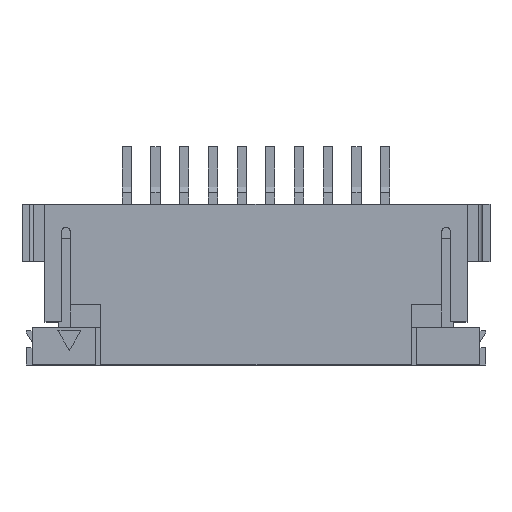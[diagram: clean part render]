
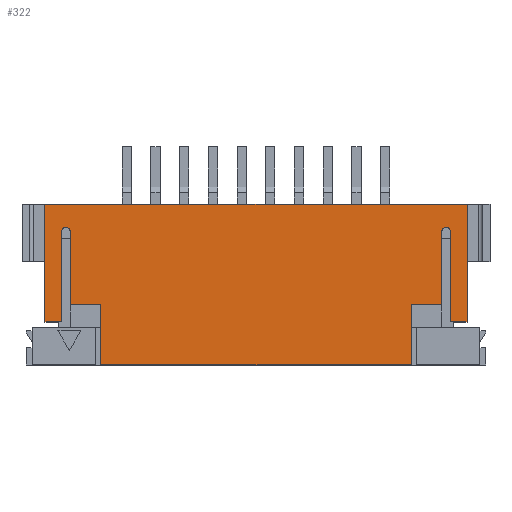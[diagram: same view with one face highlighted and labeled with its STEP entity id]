
A CAD part, top view. The second image highlights one B-rep face of the part: STEP entity #322.
In plain terms, the highlighted planar face has unit normal (0, 0, 1).
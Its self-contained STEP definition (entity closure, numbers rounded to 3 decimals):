
#107=CIRCLE('',#8296,0.15);
#109=CIRCLE('',#8301,0.15);
#322=ADVANCED_FACE('',(#1050),#696,.T.);
#696=PLANE('',#8304);
#1050=FACE_OUTER_BOUND('',#1450,.T.);
#1450=EDGE_LOOP('',(#2609,#2610,#2611,#2612,#2613,#2614,#2615,#2616,#2617,
#2618,#2619,#2620,#2621,#2622,#2623,#2624));
#2609=ORIENTED_EDGE('',*,*,#5397,.F.);
#2610=ORIENTED_EDGE('',*,*,#5398,.F.);
#2611=ORIENTED_EDGE('',*,*,#5253,.F.);
#2612=ORIENTED_EDGE('',*,*,#5389,.F.);
#2613=ORIENTED_EDGE('',*,*,#5399,.F.);
#2614=ORIENTED_EDGE('',*,*,#5400,.F.);
#2615=ORIENTED_EDGE('',*,*,#5393,.F.);
#2616=ORIENTED_EDGE('',*,*,#5321,.T.);
#2617=ORIENTED_EDGE('',*,*,#5332,.T.);
#2618=ORIENTED_EDGE('',*,*,#5342,.F.);
#2619=ORIENTED_EDGE('',*,*,#5401,.F.);
#2620=ORIENTED_EDGE('',*,*,#5378,.F.);
#2621=ORIENTED_EDGE('',*,*,#5402,.F.);
#2622=ORIENTED_EDGE('',*,*,#5403,.F.);
#2623=ORIENTED_EDGE('',*,*,#5404,.T.);
#2624=ORIENTED_EDGE('',*,*,#5405,.F.);
#4364=VERTEX_POINT('',#11501);
#4365=VERTEX_POINT('',#11503);
#4427=VERTEX_POINT('',#11637);
#4428=VERTEX_POINT('',#11639);
#4436=VERTEX_POINT('',#11658);
#4443=VERTEX_POINT('',#11676);
#4470=VERTEX_POINT('',#11745);
#4471=VERTEX_POINT('',#11747);
#4476=VERTEX_POINT('',#11765);
#4479=VERTEX_POINT('',#11774);
#4482=VERTEX_POINT('',#11782);
#4483=VERTEX_POINT('',#11783);
#4484=VERTEX_POINT('',#11786);
#4485=VERTEX_POINT('',#11790);
#4486=VERTEX_POINT('',#11792);
#4487=VERTEX_POINT('',#11794);
#5253=EDGE_CURVE('',#4364,#4365,#6394,.T.);
#5321=EDGE_CURVE('',#4428,#4427,#6461,.T.);
#5332=EDGE_CURVE('',#4427,#4436,#6472,.T.);
#5342=EDGE_CURVE('',#4443,#4436,#6482,.T.);
#5378=EDGE_CURVE('',#4470,#4471,#107,.T.);
#5389=EDGE_CURVE('',#4476,#4364,#109,.T.);
#5393=EDGE_CURVE('',#4428,#4479,#6528,.T.);
#5397=EDGE_CURVE('',#4482,#4483,#6532,.T.);
#5398=EDGE_CURVE('',#4365,#4482,#6533,.T.);
#5399=EDGE_CURVE('',#4484,#4476,#6534,.T.);
#5400=EDGE_CURVE('',#4479,#4484,#6535,.T.);
#5401=EDGE_CURVE('',#4471,#4443,#6536,.T.);
#5402=EDGE_CURVE('',#4485,#4470,#6537,.T.);
#5403=EDGE_CURVE('',#4486,#4485,#6538,.T.);
#5404=EDGE_CURVE('',#4486,#4487,#6539,.T.);
#5405=EDGE_CURVE('',#4483,#4487,#6540,.T.);
#6394=LINE('',#11502,#7469);
#6461=LINE('',#11638,#7536);
#6472=LINE('',#11659,#7547);
#6482=LINE('',#11677,#7557);
#6528=LINE('',#11773,#7603);
#6532=LINE('',#11781,#7607);
#6533=LINE('',#11784,#7608);
#6534=LINE('',#11785,#7609);
#6535=LINE('',#11787,#7610);
#6536=LINE('',#11788,#7611);
#6537=LINE('',#11789,#7612);
#6538=LINE('',#11791,#7613);
#6539=LINE('',#11793,#7614);
#6540=LINE('',#11795,#7615);
#7469=VECTOR('',#9291,1.);
#7536=VECTOR('',#9370,1.);
#7547=VECTOR('',#9383,1.);
#7557=VECTOR('',#9395,1.);
#7603=VECTOR('',#9471,1.);
#7607=VECTOR('',#9477,1.);
#7608=VECTOR('',#9478,1.);
#7609=VECTOR('',#9479,1.);
#7610=VECTOR('',#9480,1.);
#7611=VECTOR('',#9481,1.);
#7612=VECTOR('',#9482,1.);
#7613=VECTOR('',#9483,1.);
#7614=VECTOR('',#9484,1.);
#7615=VECTOR('',#9485,1.);
#8296=AXIS2_PLACEMENT_3D('',#11746,#9445,#9446);
#8301=AXIS2_PLACEMENT_3D('',#11766,#9464,#9465);
#8304=AXIS2_PLACEMENT_3D('',#11796,#9486,#9487);
#9291=DIRECTION('',(0.,-1.,0.));
#9370=DIRECTION('',(-1.,0.,0.));
#9383=DIRECTION('',(0.,-1.,0.));
#9395=DIRECTION('',(-1.,0.,0.));
#9445=DIRECTION('',(0.,0.,1.));
#9446=DIRECTION('',(-1.,0.,0.));
#9464=DIRECTION('',(0.,0.,1.));
#9465=DIRECTION('',(1.,0.,0.));
#9471=DIRECTION('',(0.,-1.,0.));
#9477=DIRECTION('',(0.,-1.,0.));
#9478=DIRECTION('',(-1.,0.,0.));
#9479=DIRECTION('',(0.,1.,0.));
#9480=DIRECTION('',(-1.,0.,0.));
#9481=DIRECTION('',(0.,-1.,0.));
#9482=DIRECTION('',(0.,1.,0.));
#9483=DIRECTION('',(-1.,0.,0.));
#9484=DIRECTION('',(0.,-1.,0.));
#9485=DIRECTION('',(-1.,0.,0.));
#9486=DIRECTION('',(0.,0.,1.));
#9487=DIRECTION('',(1.,0.,0.));
#11501=CARTESIAN_POINT('',(6.475,3.35,2.7));
#11502=CARTESIAN_POINT('',(6.475,3.35,2.7));
#11503=CARTESIAN_POINT('',(6.475,0.8,2.7));
#11637=CARTESIAN_POINT('',(-7.35,4.3,2.7));
#11638=CARTESIAN_POINT('',(7.35,4.3,2.7));
#11639=CARTESIAN_POINT('',(7.35,4.3,2.7));
#11658=CARTESIAN_POINT('',(-7.35,0.2,2.7));
#11659=CARTESIAN_POINT('',(-7.35,4.3,2.7));
#11676=CARTESIAN_POINT('',(-6.775,0.2,2.7));
#11677=CARTESIAN_POINT('',(-6.775,0.2,2.7));
#11745=CARTESIAN_POINT('',(-6.475,3.35,2.7));
#11746=CARTESIAN_POINT('',(-6.625,3.35,2.7));
#11747=CARTESIAN_POINT('',(-6.775,3.35,2.7));
#11765=CARTESIAN_POINT('',(6.775,3.35,2.7));
#11766=CARTESIAN_POINT('',(6.625,3.35,2.7));
#11773=CARTESIAN_POINT('',(7.35,4.3,2.7));
#11774=CARTESIAN_POINT('',(7.35,0.2,2.7));
#11781=CARTESIAN_POINT('',(5.4,0.,2.7));
#11782=CARTESIAN_POINT('',(5.4,0.8,2.7));
#11783=CARTESIAN_POINT('',(5.4,-1.3,2.7));
#11784=CARTESIAN_POINT('',(6.475,0.8,2.7));
#11785=CARTESIAN_POINT('',(6.775,0.2,2.7));
#11786=CARTESIAN_POINT('',(6.775,0.2,2.7));
#11787=CARTESIAN_POINT('',(7.35,0.2,2.7));
#11788=CARTESIAN_POINT('',(-6.775,3.35,2.7));
#11789=CARTESIAN_POINT('',(-6.475,0.,2.7));
#11790=CARTESIAN_POINT('',(-6.475,0.8,2.7));
#11791=CARTESIAN_POINT('',(-5.4,0.8,2.7));
#11792=CARTESIAN_POINT('',(-5.4,0.8,2.7));
#11793=CARTESIAN_POINT('',(-5.4,0.,2.7));
#11794=CARTESIAN_POINT('',(-5.4,-1.3,2.7));
#11795=CARTESIAN_POINT('',(5.4,-1.3,2.7));
#11796=CARTESIAN_POINT('',(7.35,4.3,2.7));
